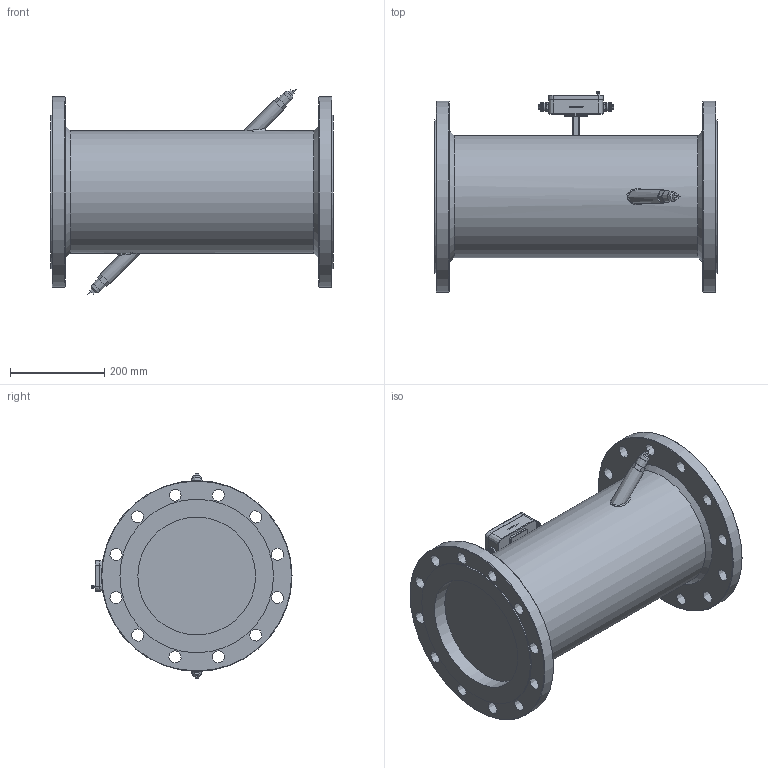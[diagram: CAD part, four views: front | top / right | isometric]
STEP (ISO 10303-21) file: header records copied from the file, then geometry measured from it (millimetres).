
FILE_DESCRIPTION(/* description */ (''),/* implementation_level */ '2;1');
FILE_NAME(/* name */ 'DN250.stp',/* time_stamp */ '2015-07-29T10:44:45+03:00',/* author */ ('ZavodPSI'),/* organization */ (''),/* preprocessor_version */ 'ST-DEVELOPER v15.6',/* originating_system */ 'Autodesk Inventor 2015',/* authorisation */ '');
FILE_SCHEMA (('AUTOMOTIVE_DESIGN { 1 0 10303 214 3 1 1 }'));
Length unit declared in the file: millimetre
Products named in the file (1): DN250
Bounding box: 600 x 425 x 436.78 mm (x, y, z)
Volume: 33384932.5 mm3; surface area: 1124478.4 mm2
Topology: 20 solids, 20 shells, 620 faces, 1640 edges, 1084 vertices
Faces by surface type: plane 416, cylinder 163, bspline 25, torus 12, cone 4
Full cylindrical faces by diameter (mm): 2 x1, 4 x3, 6 x2, 12 x2, 14 x2, 21 x2, 23 x2, 26 x24, 30 x2, 250 x2, 260 x1, 326 x2, 405 x2
Entity records: 24926 total; most frequent: CARTESIAN_POINT 8867, ORIENTED_EDGE 3162, DIRECTION 3060, EDGE_CURVE 1581, LINE 1176, VECTOR 1176, VERTEX_POINT 1081, AXIS2_PLACEMENT_3D 942
